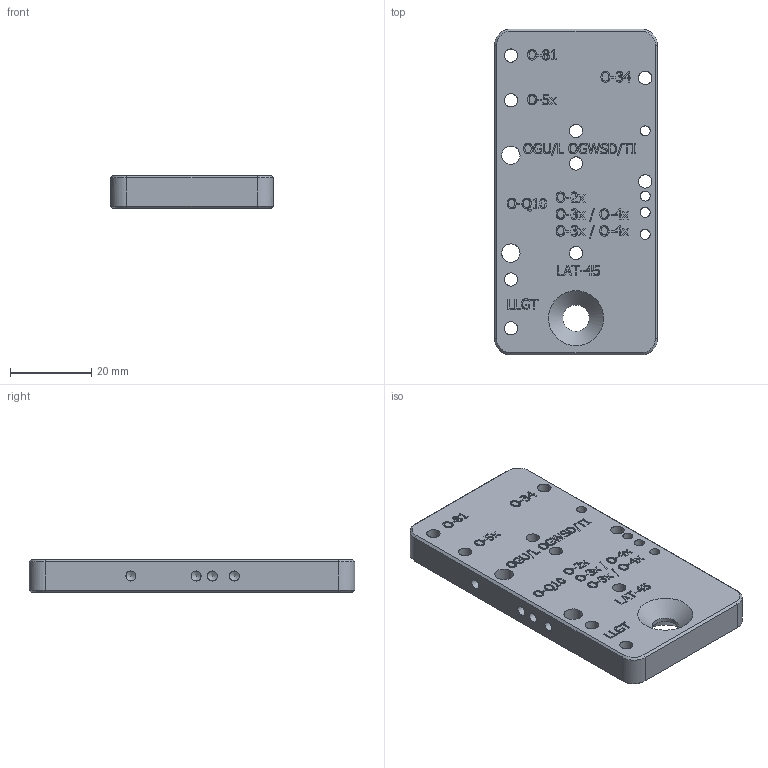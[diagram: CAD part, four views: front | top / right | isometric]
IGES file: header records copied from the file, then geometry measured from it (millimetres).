
Global section: file name: UBT-KU-PH-MP-OPTO; native system: Autodesk Inventor 2025; preprocessor: unknown; author: ck; organization: di-soric GmbH & Co. KG; date: 20250624.071849; units: millimetre
Bounding box: 40 x 80 x 8 mm (x, y, z)
Volume: 23028.9 mm3; surface area: 10184.5 mm2
Topology: 1 solids, 1 shells, 892 faces, 2433 edges, 1625 vertices
Faces by surface type: bspline 892
